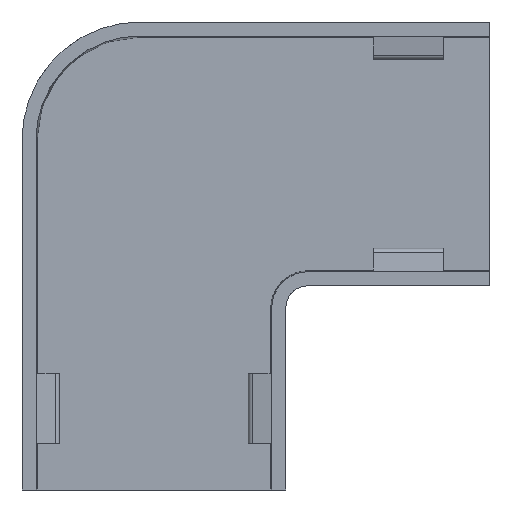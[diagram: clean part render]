
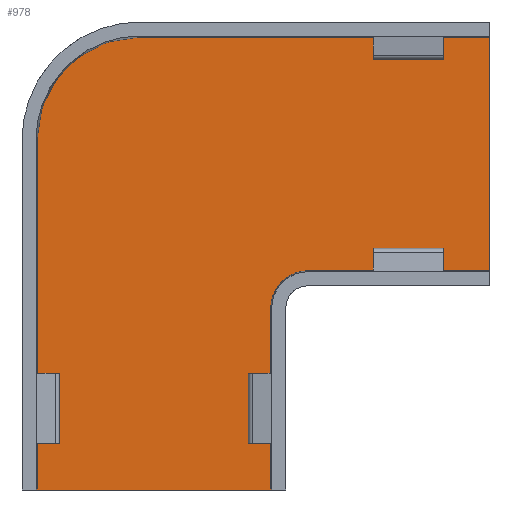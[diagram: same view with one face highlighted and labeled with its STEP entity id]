
A CAD part, front view. The second image highlights one B-rep face of the part: STEP entity #978.
In plain terms, the highlighted planar face has unit normal (0, -1, 0).
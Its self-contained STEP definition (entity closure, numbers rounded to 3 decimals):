
#10 = CARTESIAN_POINT ( 'NONE',  ( 20., 4.65, 20. ) ) ;
#26 = CARTESIAN_POINT ( 'NONE',  ( 20., 4.65, 18.81 ) ) ;
#118 = EDGE_CURVE ( 'NONE', #609, #157, #359, .T. ) ;
#145 = LINE ( 'NONE', #1143, #912 ) ;
#157 = VERTEX_POINT ( 'NONE', #181 ) ;
#181 = CARTESIAN_POINT ( 'NONE',  ( -18.81, 4.65, -20. ) ) ;
#195 = FACE_OUTER_BOUND ( 'NONE', #399, .T. ) ;
#199 = ORIENTED_EDGE ( 'NONE', *, *, #624, .F. ) ;
#214 = CARTESIAN_POINT ( 'NONE',  ( 1.21, 4.65, -20. ) ) ;
#273 = VECTOR ( 'NONE', #844, 1000. ) ;
#300 = ORIENTED_EDGE ( 'NONE', *, *, #1188, .F. ) ;
#301 = AXIS2_PLACEMENT_3D ( 'NONE', #804, #707, #717 ) ;
#308 = LINE ( 'NONE', #643, #273 ) ;
#310 = DIRECTION ( 'NONE',  ( -1., 0., 0. ) ) ;
#345 = CIRCLE ( 'NONE', #690, 8.81 ) ;
#359 = LINE ( 'NONE', #380, #457 ) ;
#363 = EDGE_CURVE ( 'NONE', #884, #620, #1103, .T. ) ;
#370 = CARTESIAN_POINT ( 'NONE',  ( -10., 4.65, 10. ) ) ;
#380 = CARTESIAN_POINT ( 'NONE',  ( 2.4, 4.65, -20. ) ) ;
#381 = DIRECTION ( 'NONE',  ( 0., 0., 1. ) ) ;
#399 = EDGE_LOOP ( 'NONE', ( #832, #1201, #917, #1167, #199, #1138, #633, #300 ) ) ;
#421 = EDGE_CURVE ( 'NONE', #589, #637, #1006, .T. ) ;
#442 = VERTEX_POINT ( 'NONE', #713 ) ;
#457 = VECTOR ( 'NONE', #310, 1000. ) ;
#511 = VERTEX_POINT ( 'NONE', #1080 ) ;
#516 = CARTESIAN_POINT ( 'NONE',  ( 4.4, 4.65, -1.21 ) ) ;
#545 = CARTESIAN_POINT ( 'NONE',  ( -10., 4.65, 10. ) ) ;
#546 = DIRECTION ( 'NONE',  ( 1., 0., 0. ) ) ;
#589 = VERTEX_POINT ( 'NONE', #516 ) ;
#609 = VERTEX_POINT ( 'NONE', #214 ) ;
#620 = VERTEX_POINT ( 'NONE', #26 ) ;
#624 = EDGE_CURVE ( 'NONE', #620, #511, #766, .T. ) ;
#633 = ORIENTED_EDGE ( 'NONE', *, *, #1248, .F. ) ;
#637 = VERTEX_POINT ( 'NONE', #1184 ) ;
#643 = CARTESIAN_POINT ( 'NONE',  ( 20., 4.65, -1.21 ) ) ;
#647 = VECTOR ( 'NONE', #1152, 1000. ) ;
#657 = CARTESIAN_POINT ( 'NONE',  ( 20., 4.65, 18.81 ) ) ;
#682 = CARTESIAN_POINT ( 'NONE',  ( 1.21, 4.65, -4.4 ) ) ;
#690 = AXIS2_PLACEMENT_3D ( 'NONE', #545, #771, #842 ) ;
#707 = DIRECTION ( 'NONE',  ( 0., -1., 0. ) ) ;
#711 = VECTOR ( 'NONE', #1175, 1000. ) ;
#713 = CARTESIAN_POINT ( 'NONE',  ( -18.81, 4.65, 10. ) ) ;
#717 = DIRECTION ( 'NONE',  ( 0., 0., 1. ) ) ;
#766 = LINE ( 'NONE', #10, #711 ) ;
#771 = DIRECTION ( 'NONE',  ( 0., 1., 0. ) ) ;
#804 = CARTESIAN_POINT ( 'NONE',  ( 4.4, 4.65, -4.4 ) ) ;
#822 = AXIS2_PLACEMENT_3D ( 'NONE', #370, #1025, #947 ) ;
#832 = ORIENTED_EDGE ( 'NONE', *, *, #118, .F. ) ;
#842 = DIRECTION ( 'NONE',  ( 0., 0., 1. ) ) ;
#844 = DIRECTION ( 'NONE',  ( -1., 0., 0. ) ) ;
#884 = VERTEX_POINT ( 'NONE', #957 ) ;
#912 = VECTOR ( 'NONE', #381, 1000. ) ;
#917 = ORIENTED_EDGE ( 'NONE', *, *, #421, .F. ) ;
#927 = LINE ( 'NONE', #682, #647 ) ;
#947 = DIRECTION ( 'NONE',  ( 0., 0., 1. ) ) ;
#957 = CARTESIAN_POINT ( 'NONE',  ( -10., 4.65, 18.81 ) ) ;
#978 = ADVANCED_FACE ( 'NONE', ( #195 ), #1226, .F. ) ;
#1006 = CIRCLE ( 'NONE', #301, 3.19 ) ;
#1025 = DIRECTION ( 'NONE',  ( 0., 1., 0. ) ) ;
#1055 = VECTOR ( 'NONE', #546, 1000. ) ;
#1080 = CARTESIAN_POINT ( 'NONE',  ( 20., 4.65, -1.21 ) ) ;
#1103 = LINE ( 'NONE', #657, #1055 ) ;
#1124 = EDGE_CURVE ( 'NONE', #511, #589, #308, .T. ) ;
#1138 = ORIENTED_EDGE ( 'NONE', *, *, #363, .F. ) ;
#1143 = CARTESIAN_POINT ( 'NONE',  ( -18.81, 4.65, 10. ) ) ;
#1152 = DIRECTION ( 'NONE',  ( 0., 0., -1. ) ) ;
#1156 = EDGE_CURVE ( 'NONE', #637, #609, #927, .T. ) ;
#1167 = ORIENTED_EDGE ( 'NONE', *, *, #1124, .F. ) ;
#1175 = DIRECTION ( 'NONE',  ( 0., 0., -1. ) ) ;
#1184 = CARTESIAN_POINT ( 'NONE',  ( 1.21, 4.65, -4.4 ) ) ;
#1188 = EDGE_CURVE ( 'NONE', #157, #442, #145, .T. ) ;
#1201 = ORIENTED_EDGE ( 'NONE', *, *, #1156, .F. ) ;
#1226 = PLANE ( 'NONE',  #822 ) ;
#1248 = EDGE_CURVE ( 'NONE', #442, #884, #345, .T. ) ;
